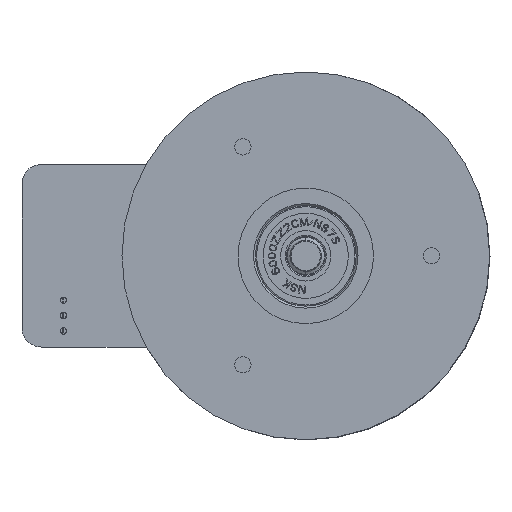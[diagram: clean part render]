
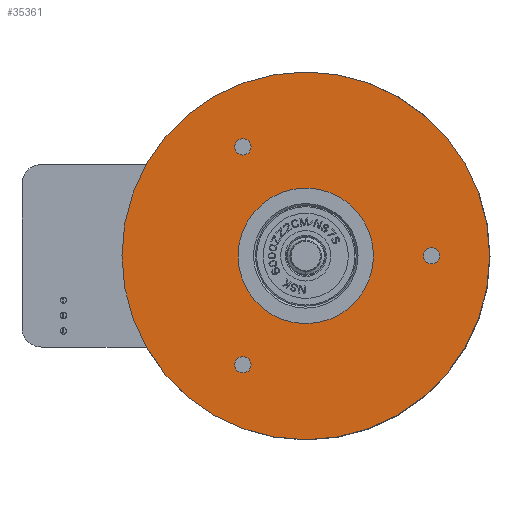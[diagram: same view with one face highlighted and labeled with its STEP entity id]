
A CAD part, front view. The second image highlights one B-rep face of the part: STEP entity #35361.
In plain terms, the highlighted planar face has unit normal (0, -1, 0).
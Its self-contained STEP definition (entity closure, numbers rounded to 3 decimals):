
#271=FACE_BOUND('',#4263,.T.);
#272=FACE_BOUND('',#4264,.T.);
#273=FACE_BOUND('',#4265,.T.);
#274=FACE_BOUND('',#4266,.T.);
#897=PLANE('',#37403);
#2270=FACE_OUTER_BOUND('',#4262,.T.);
#4262=EDGE_LOOP('',(#26936,#26937));
#4263=EDGE_LOOP('',(#26938,#26939));
#4264=EDGE_LOOP('',(#26940,#26941));
#4265=EDGE_LOOP('',(#26942,#26943));
#4266=EDGE_LOOP('',(#26944,#26945));
#14317=CIRCLE('',#37386,2.1);
#14318=CIRCLE('',#37388,2.1);
#14319=CIRCLE('',#37390,2.1);
#14320=CIRCLE('',#37392,2.1);
#14321=CIRCLE('',#37394,2.1);
#14322=CIRCLE('',#37396,2.1);
#14323=CIRCLE('',#37398,17.5);
#14326=CIRCLE('',#37402,17.5);
#14327=CIRCLE('',#37404,47.5);
#14328=CIRCLE('',#37405,47.5);
#16281=VERTEX_POINT('',#53161);
#16282=VERTEX_POINT('',#53163);
#16283=VERTEX_POINT('',#53169);
#16284=VERTEX_POINT('',#53171);
#16285=VERTEX_POINT('',#53177);
#16286=VERTEX_POINT('',#53179);
#16287=VERTEX_POINT('',#53185);
#16289=VERTEX_POINT('',#53188);
#16293=VERTEX_POINT('',#53201);
#16294=VERTEX_POINT('',#53202);
#20065=EDGE_CURVE('',#16282,#16281,#14317,.T.);
#20067=EDGE_CURVE('',#16281,#16282,#14318,.T.);
#20069=EDGE_CURVE('',#16284,#16283,#14319,.T.);
#20071=EDGE_CURVE('',#16283,#16284,#14320,.T.);
#20073=EDGE_CURVE('',#16286,#16285,#14321,.T.);
#20075=EDGE_CURVE('',#16285,#16286,#14322,.T.);
#20077=EDGE_CURVE('',#16289,#16287,#14323,.T.);
#20083=EDGE_CURVE('',#16287,#16289,#14326,.T.);
#20084=EDGE_CURVE('',#16293,#16294,#14327,.T.);
#20085=EDGE_CURVE('',#16294,#16293,#14328,.T.);
#26936=ORIENTED_EDGE('',*,*,#20084,.F.);
#26937=ORIENTED_EDGE('',*,*,#20085,.F.);
#26938=ORIENTED_EDGE('',*,*,#20083,.T.);
#26939=ORIENTED_EDGE('',*,*,#20077,.T.);
#26940=ORIENTED_EDGE('',*,*,#20067,.T.);
#26941=ORIENTED_EDGE('',*,*,#20065,.T.);
#26942=ORIENTED_EDGE('',*,*,#20071,.T.);
#26943=ORIENTED_EDGE('',*,*,#20069,.T.);
#26944=ORIENTED_EDGE('',*,*,#20075,.T.);
#26945=ORIENTED_EDGE('',*,*,#20073,.T.);
#35361=ADVANCED_FACE('',(#2270,#271,#272,#273,#274),#897,.T.);
#37386=AXIS2_PLACEMENT_3D('',#53164,#42444,#42445);
#37388=AXIS2_PLACEMENT_3D('',#53167,#42449,#42450);
#37390=AXIS2_PLACEMENT_3D('',#53172,#42454,#42455);
#37392=AXIS2_PLACEMENT_3D('',#53175,#42459,#42460);
#37394=AXIS2_PLACEMENT_3D('',#53180,#42464,#42465);
#37396=AXIS2_PLACEMENT_3D('',#53183,#42469,#42470);
#37398=AXIS2_PLACEMENT_3D('',#53189,#42474,#42475);
#37402=AXIS2_PLACEMENT_3D('',#53199,#42485,#42486);
#37403=AXIS2_PLACEMENT_3D('',#53200,#42487,#42488);
#37404=AXIS2_PLACEMENT_3D('',#53203,#42489,#42490);
#37405=AXIS2_PLACEMENT_3D('',#53204,#42491,#42492);
#42444=DIRECTION('center_axis',(0.,1.,0.));
#42445=DIRECTION('ref_axis',(0.,0.,1.));
#42449=DIRECTION('center_axis',(0.,1.,0.));
#42450=DIRECTION('ref_axis',(0.,0.,-1.));
#42454=DIRECTION('center_axis',(0.,1.,0.));
#42455=DIRECTION('ref_axis',(-0.866,0.,-0.5));
#42459=DIRECTION('center_axis',(0.,1.,0.));
#42460=DIRECTION('ref_axis',(0.866,0.,0.5));
#42464=DIRECTION('center_axis',(0.,1.,0.));
#42465=DIRECTION('ref_axis',(0.866,0.,-0.5));
#42469=DIRECTION('center_axis',(0.,1.,0.));
#42470=DIRECTION('ref_axis',(-0.866,0.,0.5));
#42474=DIRECTION('center_axis',(0.,1.,0.));
#42475=DIRECTION('ref_axis',(0.,0.,-1.));
#42485=DIRECTION('center_axis',(0.,1.,0.));
#42486=DIRECTION('ref_axis',(0.,0.,1.));
#42487=DIRECTION('center_axis',(0.,-1.,0.));
#42488=DIRECTION('ref_axis',(0.,0.,-1.));
#42489=DIRECTION('center_axis',(0.,1.,0.));
#42490=DIRECTION('ref_axis',(0.,0.,1.));
#42491=DIRECTION('center_axis',(0.,1.,0.));
#42492=DIRECTION('ref_axis',(0.,0.,1.));
#53161=CARTESIAN_POINT('',(32.5,-14.7,2.1));
#53163=CARTESIAN_POINT('',(32.5,-14.7,-2.1));
#53164=CARTESIAN_POINT('Origin',(32.5,-14.7,0.));
#53167=CARTESIAN_POINT('Origin',(32.5,-14.7,0.));
#53169=CARTESIAN_POINT('',(-18.069,-14.7,27.096));
#53171=CARTESIAN_POINT('',(-14.431,-14.7,29.196));
#53172=CARTESIAN_POINT('Origin',(-16.25,-14.7,28.146));
#53175=CARTESIAN_POINT('Origin',(-16.25,-14.7,28.146));
#53177=CARTESIAN_POINT('',(-14.431,-14.7,-29.196));
#53179=CARTESIAN_POINT('',(-18.069,-14.7,-27.096));
#53180=CARTESIAN_POINT('Origin',(-16.25,-14.7,-28.146));
#53183=CARTESIAN_POINT('Origin',(-16.25,-14.7,-28.146));
#53185=CARTESIAN_POINT('',(0.,-14.7,17.5));
#53188=CARTESIAN_POINT('',(0.,-14.7,-17.5));
#53189=CARTESIAN_POINT('Origin',(0.,-14.7,0.));
#53199=CARTESIAN_POINT('Origin',(0.,-14.7,0.));
#53200=CARTESIAN_POINT('Origin',(0.,-14.7,49.4));
#53201=CARTESIAN_POINT('',(0.,-14.7,47.5));
#53202=CARTESIAN_POINT('',(0.,-14.7,-47.5));
#53203=CARTESIAN_POINT('Origin',(0.,-14.7,0.));
#53204=CARTESIAN_POINT('Origin',(0.,-14.7,0.));
